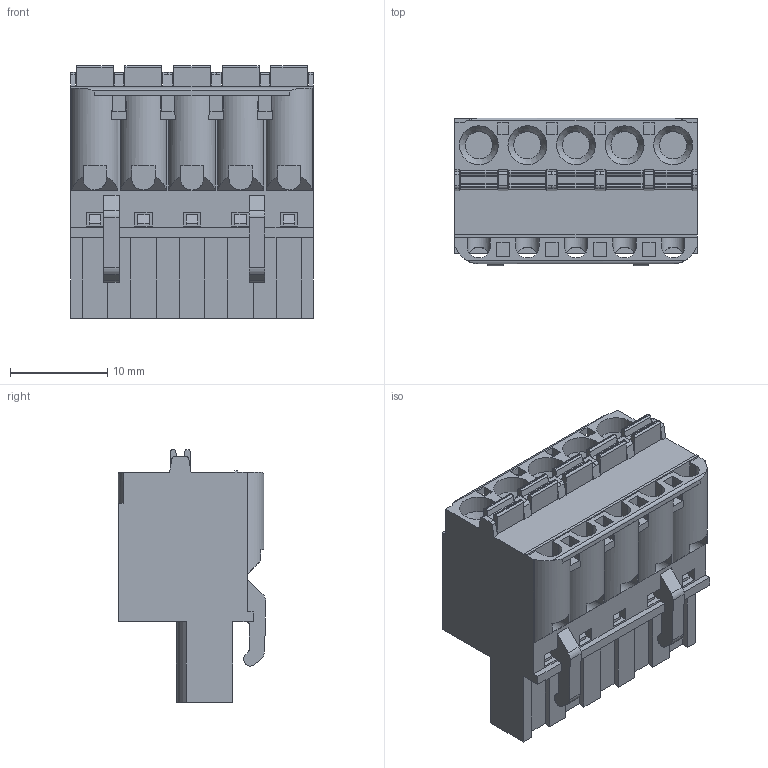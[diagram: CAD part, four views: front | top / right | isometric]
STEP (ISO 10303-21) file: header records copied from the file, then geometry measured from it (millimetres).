
FILE_DESCRIPTION(('STEP AP214'),'1');
FILE_NAME('SHM05-5.stp','2021-03-04T15:41:59',(' '),(' '),'Spatial InterOp 3D',' ',' ');
FILE_SCHEMA(('automotive_design'));
Length unit declared in the file: metre
Products named in the file (1): 1
Bounding box: 25 x 15.2 x 26 mm (x, y, z)
Volume: 6098.9 mm3; surface area: 3550.8 mm2
Topology: 1 solids, 1 shells, 456 faces, 1275 edges, 836 vertices
Faces by surface type: plane 361, cylinder 84, cone 10, extrusion 1
Full cylindrical faces by diameter (mm): 4 x5
Entity records: 18114 total; most frequent: CARTESIAN_POINT 2617, ORIENTED_EDGE 2506, DIRECTION 2367, EDGE_CURVE 1253, VECTOR 1005, LINE 1004, VERTEX_POINT 829, AXIS2_PLACEMENT_3D 681
